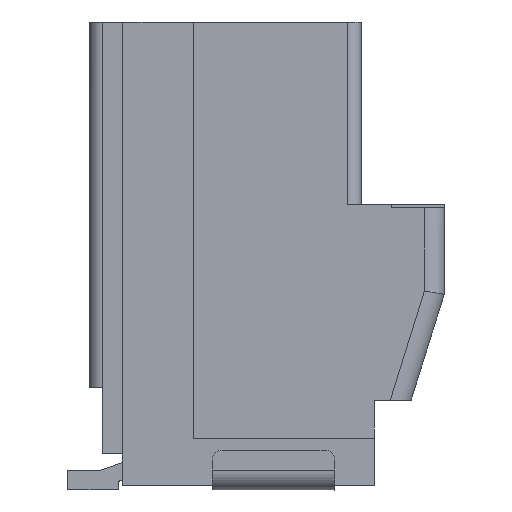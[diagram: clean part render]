
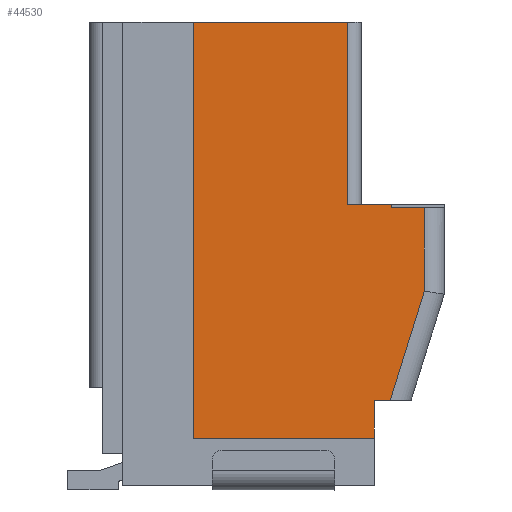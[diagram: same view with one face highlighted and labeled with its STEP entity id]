
A CAD part, front view. The second image highlights one B-rep face of the part: STEP entity #44530.
In plain terms, the highlighted planar face has unit normal (0, -1, 0).
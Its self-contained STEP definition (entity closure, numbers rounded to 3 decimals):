
#1230=CARTESIAN_POINT('',(-35.033,-16.715,
130.765));
#1240=VERTEX_POINT('',#1230);
#1290=CARTESIAN_POINT('',(-35.033,-16.715,
127.215));
#1300=DIRECTION('',(0.,0.,1.));
#1310=VECTOR('',#1300,1.);
#1320=LINE('',#1290,#1310);
#1330=CARTESIAN_POINT('',(-35.033,-16.715,
124.495));
#1340=VERTEX_POINT('',#1330);
#1350=EDGE_CURVE('',#1340,#1240,#1320,.T.);
#16960=CARTESIAN_POINT('',(-31.553,-16.715,
125.065));
#16970=DIRECTION('',(0.,-1.,0.));
#16980=DIRECTION('',(0.,0.,1.));
#16990=AXIS2_PLACEMENT_3D('',#16960,#16970,#16980);
#17000=PLANE('',#16990);
#17240=CARTESIAN_POINT('',(-31.553,-16.715,
126.711));
#17250=VERTEX_POINT('',#17240);
#17300=CARTESIAN_POINT('',(-31.553,-16.715,
127.215));
#17310=DIRECTION('',(0.,0.,-1.));
#17320=VECTOR('',#17310,1.);
#17330=LINE('',#17300,#17320);
#17340=CARTESIAN_POINT('',(-31.553,-16.715,
127.965));
#17350=VERTEX_POINT('',#17340);
#17360=EDGE_CURVE('',#17350,#17250,#17330,.T.);
#17660=CARTESIAN_POINT('',(-32.067,-16.715,
125.065));
#17670=VERTEX_POINT('',#17660);
#17720=CARTESIAN_POINT('',(-31.395,-16.715,
127.215));
#17730=DIRECTION('',(0.298,0.,
0.954));
#17740=VECTOR('',#17730,1.);
#17750=LINE('',#17720,#17740);
#17760=EDGE_CURVE('',#17670,#17250,#17750,.T.);
#19830=CARTESIAN_POINT('',(-34.264,-16.715,
127.965));
#19840=DIRECTION('',(-1.,0.,0.));
#19850=VECTOR('',#19840,1.);
#19860=LINE('',#19830,#19850);
#19870=CARTESIAN_POINT('',(-32.053,-16.715,
127.965));
#19880=VERTEX_POINT('',#19870);
#19890=EDGE_CURVE('',#17350,#19880,#19860,.T.);
#20170=CARTESIAN_POINT('',(-32.053,-16.715,
128.015));
#20180=VERTEX_POINT('',#20170);
#20300=CARTESIAN_POINT('',(-32.053,-16.715,
127.215));
#20310=DIRECTION('',(0.,0.,-1.));
#20320=VECTOR('',#20310,1.);
#20330=LINE('',#20300,#20320);
#20340=EDGE_CURVE('',#20180,#19880,#20330,.T.);
#23000=CARTESIAN_POINT('',(-32.303,-16.715,
124.495));
#23010=VERTEX_POINT('',#23000);
#23040=CARTESIAN_POINT('',(-32.303,-16.715,
127.215));
#23050=DIRECTION('',(0.,0.,1.));
#23060=VECTOR('',#23050,1.);
#23070=LINE('',#23040,#23060);
#23080=CARTESIAN_POINT('',(-32.303,-16.715,
125.065));
#23090=VERTEX_POINT('',#23080);
#23100=EDGE_CURVE('',#23010,#23090,#23070,.T.);
#25010=CARTESIAN_POINT('',(-34.264,-16.715,
124.495));
#25020=DIRECTION('',(-1.,0.,0.));
#25030=VECTOR('',#25020,1.);
#25040=LINE('',#25010,#25030);
#25050=EDGE_CURVE('',#23010,#1340,#25040,.T.);
#27630=CARTESIAN_POINT('',(-32.703,-16.715,
130.765));
#27640=VERTEX_POINT('',#27630);
#27670=CARTESIAN_POINT('',(-34.264,-16.715,
130.765));
#27680=DIRECTION('',(-1.,0.,0.));
#27690=VECTOR('',#27680,1.);
#27700=LINE('',#27670,#27690);
#27710=EDGE_CURVE('',#27640,#1240,#27700,.T.);
#43480=CARTESIAN_POINT('',(-32.703,-16.715,
128.015));
#43490=VERTEX_POINT('',#43480);
#43540=CARTESIAN_POINT('',(-32.703,-16.715,
127.215));
#43550=DIRECTION('',(0.,0.,1.));
#43560=VECTOR('',#43550,1.);
#43570=LINE('',#43540,#43560);
#43580=EDGE_CURVE('',#43490,#27640,#43570,.T.);
#44300=ORIENTED_EDGE('',*,*,#1350,.F.);
#44310=ORIENTED_EDGE('',*,*,#27710,.T.);
#44320=ORIENTED_EDGE('',*,*,#43580,.T.);
#44330=CARTESIAN_POINT('',(-34.264,-16.715,
128.015));
#44340=DIRECTION('',(-1.,0.,0.));
#44350=VECTOR('',#44340,1.);
#44360=LINE('',#44330,#44350);
#44370=EDGE_CURVE('',#20180,#43490,#44360,.T.);
#44380=ORIENTED_EDGE('',*,*,#44370,.T.);
#44390=ORIENTED_EDGE('',*,*,#20340,.F.);
#44400=ORIENTED_EDGE('',*,*,#19890,.T.);
#44410=ORIENTED_EDGE('',*,*,#17360,.F.);
#44420=ORIENTED_EDGE('',*,*,#17760,.T.);
#44430=CARTESIAN_POINT('',(-34.264,-16.715,
125.065));
#44440=DIRECTION('',(-1.,0.,0.));
#44450=VECTOR('',#44440,1.);
#44460=LINE('',#44430,#44450);
#44470=EDGE_CURVE('',#17670,#23090,#44460,.T.);
#44480=ORIENTED_EDGE('',*,*,#44470,.F.);
#44490=ORIENTED_EDGE('',*,*,#23100,.T.);
#44500=ORIENTED_EDGE('',*,*,#25050,.F.);
#44510=EDGE_LOOP('',(#44500,#44490,#44480,#44420,#44410,#44400,#44390,
#44380,#44320,#44310,#44300));
#44520=FACE_OUTER_BOUND('',#44510,.T.);
#44530=ADVANCED_FACE('',(#44520),#17000,.T.);
